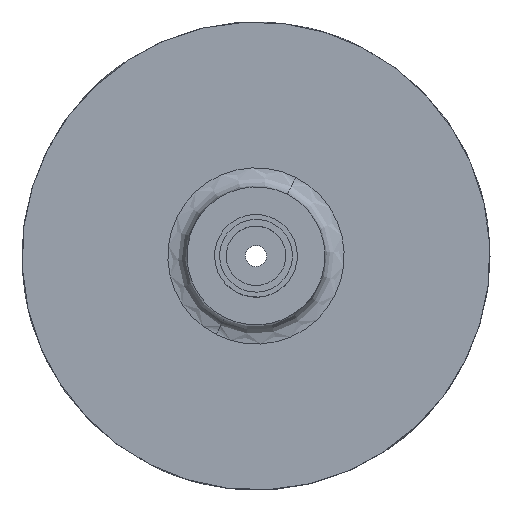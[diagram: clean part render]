
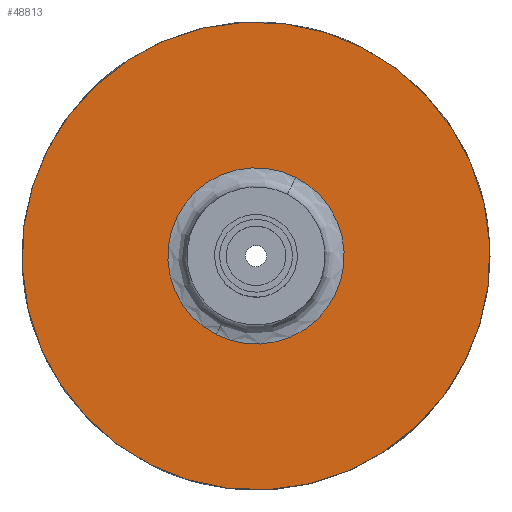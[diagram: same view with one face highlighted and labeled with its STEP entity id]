
A CAD part, top view. The second image highlights one B-rep face of the part: STEP entity #48813.
In plain terms, the highlighted planar face has unit normal (0, 0, 1).
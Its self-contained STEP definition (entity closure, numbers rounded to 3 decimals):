
#48763 = VERTEX_POINT('',#48764);
#48764 = CARTESIAN_POINT('',(18.739,36.975,
    6.56));
#48770 = EDGE_CURVE('',#48771,#48763,#48773,.T.);
#48771 = VERTEX_POINT('',#48772);
#48772 = CARTESIAN_POINT('',(-18.739,-36.975,
    6.56));
#48773 = CIRCLE('',#48774,41.452);
#48774 = AXIS2_PLACEMENT_3D('',#48775,#48776,#48777);
#48775 = CARTESIAN_POINT('',(0.,0.,
    6.56));
#48776 = DIRECTION('',(0.,0.,1.));
#48777 = DIRECTION('',(0.452,0.892,0.)
  );
#48796 = EDGE_CURVE('',#48763,#48771,#48797,.T.);
#48797 = CIRCLE('',#48798,41.452);
#48798 = AXIS2_PLACEMENT_3D('',#48799,#48800,#48801);
#48799 = CARTESIAN_POINT('',(0.,0.,
    6.56));
#48800 = DIRECTION('',(0.,0.,1.));
#48801 = DIRECTION('',(0.452,0.892,0.)
  );
#48813 = ADVANCED_FACE('Face 91',(#48814,#48818),#48838,.T.);
#48814 = FACE_BOUND('',#48815,.F.);
#48815 = EDGE_LOOP('',(#48816,#48817));
#48816 = ORIENTED_EDGE('',*,*,#48796,.T.);
#48817 = ORIENTED_EDGE('',*,*,#48770,.T.);
#48818 = FACE_BOUND('',#48819,.F.);
#48819 = EDGE_LOOP('',(#48820,#48831));
#48820 = ORIENTED_EDGE('',*,*,#48821,.F.);
#48821 = EDGE_CURVE('',#48822,#48824,#48826,.T.);
#48822 = VERTEX_POINT('',#48823);
#48823 = CARTESIAN_POINT('',(49.726,98.119,
    6.56));
#48824 = VERTEX_POINT('',#48825);
#48825 = CARTESIAN_POINT('',(-49.726,-98.119,
    6.56));
#48826 = CIRCLE('',#48827,110.);
#48827 = AXIS2_PLACEMENT_3D('',#48828,#48829,#48830);
#48828 = CARTESIAN_POINT('',(0.,0.,
    6.56));
#48829 = DIRECTION('',(0.,0.,1.));
#48830 = DIRECTION('',(0.452,0.892,0.)
  );
#48831 = ORIENTED_EDGE('',*,*,#48832,.F.);
#48832 = EDGE_CURVE('',#48824,#48822,#48833,.T.);
#48833 = CIRCLE('',#48834,110.);
#48834 = AXIS2_PLACEMENT_3D('',#48835,#48836,#48837);
#48835 = CARTESIAN_POINT('',(0.,0.,
    6.56));
#48836 = DIRECTION('',(0.,0.,1.));
#48837 = DIRECTION('',(0.452,0.892,0.)
  );
#48838 = PLANE('',#48839);
#48839 = AXIS2_PLACEMENT_3D('',#48840,#48841,#48842);
#48840 = CARTESIAN_POINT('',(0.,0.,
    6.56));
#48841 = DIRECTION('',(0.,0.,1.));
#48842 = DIRECTION('',(0.452,0.892,0.)
  );
